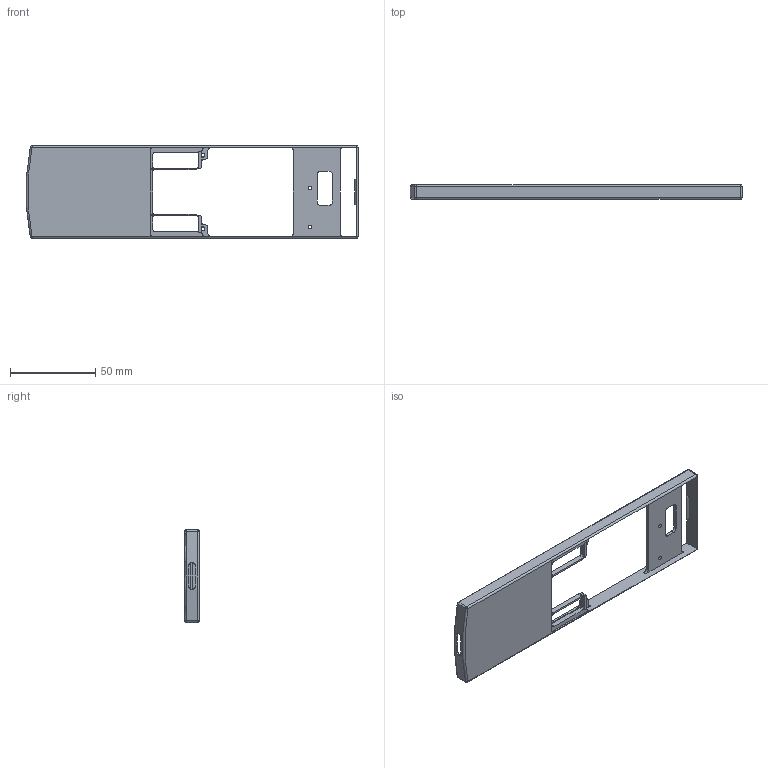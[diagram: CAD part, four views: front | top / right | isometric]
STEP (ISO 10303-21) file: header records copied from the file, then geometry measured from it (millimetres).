
FILE_DESCRIPTION(/* description */ (''),/* implementation_level */ '2;1');
FILE_NAME(/* name */ 'housing-front.step',/* time_stamp */ '2019-06-04T22:50:28+02:00',/* author */ (''),/* organization */ (''),/* preprocessor_version */ 'ST-DEVELOPER v18',/* originating_system */ 'Autodesk Translation Framework v8.2.0.1029',/* authorisation */ '');
FILE_SCHEMA (('AUTOMOTIVE_DESIGN { 1 0 10303 214 3 1 1 }'));
Length unit declared in the file: millimetre
Products named in the file (1): case
Bounding box: 194.74 x 8.5 x 54.24 mm (x, y, z)
Volume: 11178.5 mm3; surface area: 20695.4 mm2
Topology: 6 solids, 6 shells, 165 faces, 471 edges, 304 vertices
Faces by surface type: plane 90, cylinder 65, sphere 8, torus 2
Full cylindrical faces by diameter (mm): 2.05 x4
Entity records: 5560 total; most frequent: CARTESIAN_POINT 1055, DIRECTION 947, ORIENTED_EDGE 942, EDGE_CURVE 471, AXIS2_PLACEMENT_3D 320, LINE 307, VECTOR 307, VERTEX_POINT 304
